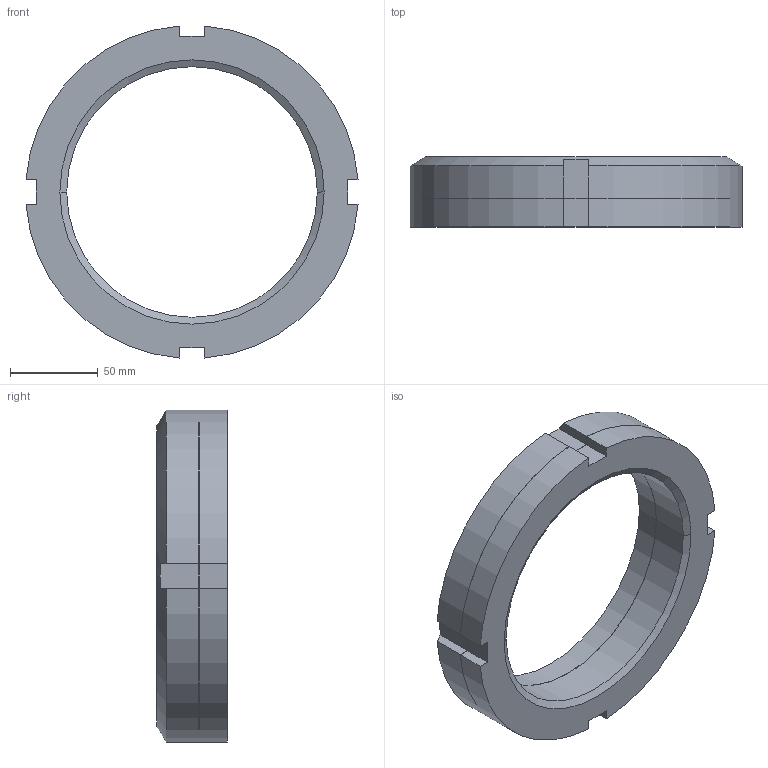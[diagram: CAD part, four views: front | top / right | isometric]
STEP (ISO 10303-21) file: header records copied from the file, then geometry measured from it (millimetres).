
FILE_DESCRIPTION((''),'2;1');
FILE_NAME('1RSTD1454____0','2019-10-29T15:27:04',('kim.bk'),(''),'CREO PARAMETRIC BY PTC INC, 2019010','CREO PARAMETRIC BY PTC INC, 2019010','');
FILE_SCHEMA(('CONFIG_CONTROL_DESIGN'));
Length unit declared in the file: millimetre
Products named in the file (1): 1RSTD1454____0
Bounding box: 189.48 x 40 x 189.48 mm (x, y, z)
Volume: 460776.1 mm3; surface area: 94012.1 mm2
Topology: 2 solids, 2 shells, 377 faces, 1055 edges, 702 vertices
Faces by surface type: plane 355, cylinder 12, cone 10
Entity records: 11955 total; most frequent: CARTESIAN_POINT 2178, ORIENTED_EDGE 2110, DIRECTION 1833, EDGE_CURVE 1055, VECTOR 1003, LINE 1003, VERTEX_POINT 702, AXIS2_PLACEMENT_3D 415
